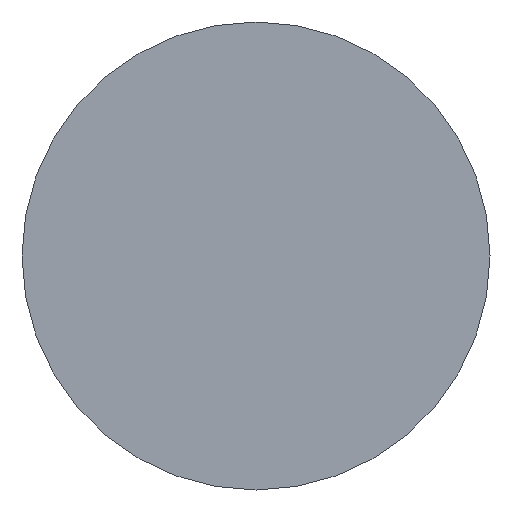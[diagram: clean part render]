
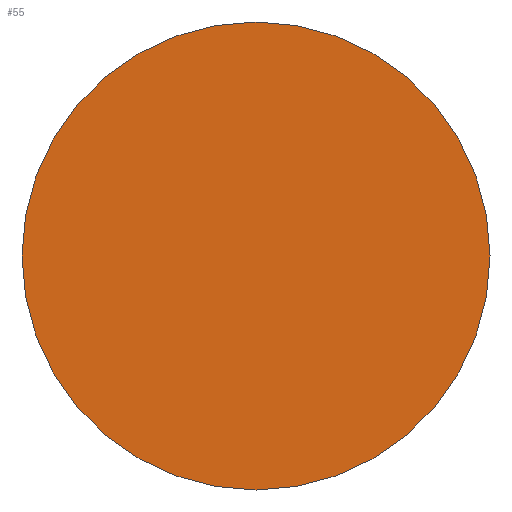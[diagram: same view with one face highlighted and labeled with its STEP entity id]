
A CAD part, left-side view. The second image highlights one B-rep face of the part: STEP entity #55.
In plain terms, the highlighted planar face has unit normal (-1, 0, 0).
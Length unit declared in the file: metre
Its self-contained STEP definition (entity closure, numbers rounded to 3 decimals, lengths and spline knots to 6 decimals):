
#18=ORIENTED_EDGE('',*,*,#25,.F.);
#25=EDGE_CURVE('',#29,#29,#33,.T.);
#29=VERTEX_POINT('',#109);
#33=CIRCLE('',#76,0.005);
#38=EDGE_LOOP('',(#18));
#46=FACE_BOUND('',#38,.T.);
#52=PLANE('',#75);
#55=ADVANCED_FACE('',(#46),#52,.F.);
#75=AXIS2_PLACEMENT_3D('',#107,#90,#91);
#76=AXIS2_PLACEMENT_3D('',#108,#92,#93);
#90=DIRECTION('',(1.,0.,0.));
#91=DIRECTION('',(0.,0.,-1.));
#92=DIRECTION('',(1.,0.,0.));
#93=DIRECTION('',(0.,1.,0.));
#107=CARTESIAN_POINT('',(0.,-0.01,0.008245));
#108=CARTESIAN_POINT('',(0.,-0.01,0.008245));
#109=CARTESIAN_POINT('',(0.,-0.005,0.008245));
